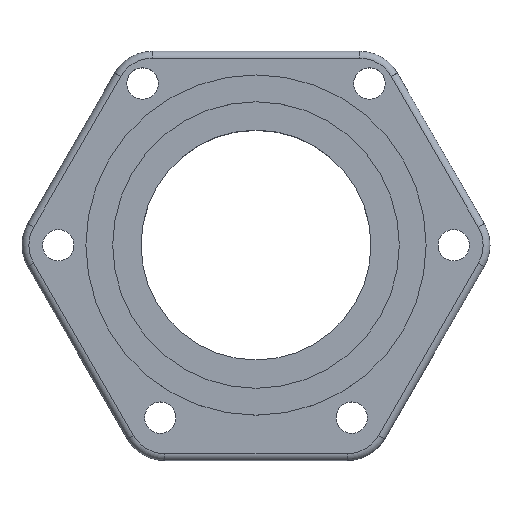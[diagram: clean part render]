
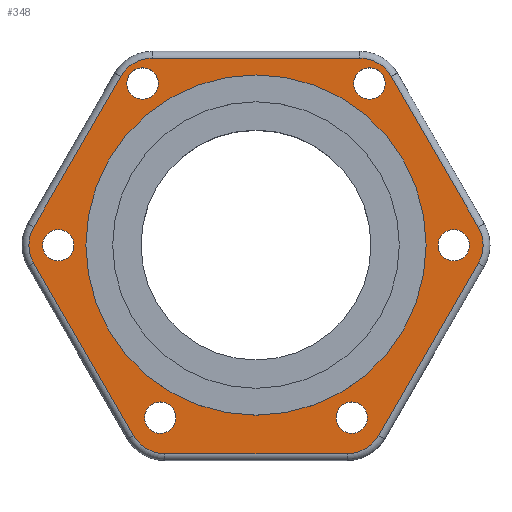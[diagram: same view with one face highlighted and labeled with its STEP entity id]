
A CAD part, top view. The second image highlights one B-rep face of the part: STEP entity #348.
In plain terms, the highlighted planar face has unit normal (0, 0, 1).
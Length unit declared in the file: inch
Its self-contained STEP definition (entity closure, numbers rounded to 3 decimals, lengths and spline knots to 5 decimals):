
#158=CARTESIAN_POINT('',(0.,-1.865,0.75));
#159=VERTEX_POINT('',#158);
#160=CARTESIAN_POINT('',(0.0,0.0,0.75));
#161=DIRECTION('',(0.0,0.0,1.0));
#162=DIRECTION('',(0.0,1.0,0.0));
#163=AXIS2_PLACEMENT_3D('',#160,#161,#162);
#164=CIRCLE('',#163,1.865);
#165=EDGE_CURVE('',#159,#159,#164,.T.);
#170=CARTESIAN_POINT('',(0.,-0.09317,0.75));
#171=DIRECTION('',(0.0,0.0,1.0));
#172=DIRECTION('',(1.0,0.0,0.0));
#173=AXIS2_PLACEMENT_3D('',#170,#171,#172);
#174=PLANE('',#173);
#175=CARTESIAN_POINT('',(1.35524,2.44,0.75));
#176=VERTEX_POINT('',#175);
#177=CARTESIAN_POINT('',(1.76444,2.20375,0.75));
#178=VERTEX_POINT('',#177);
#179=CARTESIAN_POINT('',(1.35524,1.9675,0.75));
#180=DIRECTION('',(0.0,0.0,-1.0));
#181=DIRECTION('',(0.5,0.866,0.0));
#182=AXIS2_PLACEMENT_3D('',#179,#180,#181);
#183=CIRCLE('',#182,0.4725);
#184=EDGE_CURVE('',#176,#178,#183,.T.);
#185=ORIENTED_EDGE('',*,*,#184,.F.);
#186=CARTESIAN_POINT('',(-1.35524,2.44,0.75));
#187=VERTEX_POINT('',#186);
#188=CARTESIAN_POINT('',(-1.35524,2.44,0.75));
#189=DIRECTION('',(1.0,0.0,0.0));
#190=VECTOR('',#189,2.71048);
#191=LINE('',#188,#190);
#192=EDGE_CURVE('',#187,#176,#191,.T.);
#193=ORIENTED_EDGE('',*,*,#192,.F.);
#194=CARTESIAN_POINT('',(-1.76444,2.20375,0.75));
#195=VERTEX_POINT('',#194);
#196=CARTESIAN_POINT('',(-1.35524,1.9675,0.75));
#197=DIRECTION('',(0.0,0.0,-1.0));
#198=DIRECTION('',(-0.5,0.866,0.0));
#199=AXIS2_PLACEMENT_3D('',#196,#197,#198);
#200=CIRCLE('',#199,0.4725);
#201=EDGE_CURVE('',#195,#187,#200,.T.);
#202=ORIENTED_EDGE('',*,*,#201,.F.);
#203=CARTESIAN_POINT('',(-2.90021,0.23654,0.75));
#204=VERTEX_POINT('',#203);
#205=CARTESIAN_POINT('',(-2.90021,0.23654,0.75));
#206=DIRECTION('',(0.5,0.866,0.0));
#207=VECTOR('',#206,2.27154);
#208=LINE('',#205,#207);
#209=EDGE_CURVE('',#204,#195,#208,.T.);
#210=ORIENTED_EDGE('',*,*,#209,.F.);
#211=CARTESIAN_POINT('',(-2.9,-0.23633,0.75));
#212=VERTEX_POINT('',#211);
#213=CARTESIAN_POINT('',(-2.49101,0.00029,0.75));
#214=DIRECTION('',(0.0,0.0,-1.0));
#215=DIRECTION('',(-1.,0.,0.0));
#216=AXIS2_PLACEMENT_3D('',#213,#214,#215);
#217=CIRCLE('',#216,0.4725);
#218=EDGE_CURVE('',#212,#204,#217,.T.);
#219=ORIENTED_EDGE('',*,*,#218,.F.);
#220=CARTESIAN_POINT('',(-1.59956,-2.48411,0.75));
#221=VERTEX_POINT('',#220);
#222=CARTESIAN_POINT('',(-1.59956,-2.48411,0.75));
#223=DIRECTION('',(-0.501,0.866,0.0));
#224=VECTOR('',#223,2.59686);
#225=LINE('',#222,#224);
#226=EDGE_CURVE('',#221,#212,#225,.T.);
#227=ORIENTED_EDGE('',*,*,#226,.F.);
#228=CARTESIAN_POINT('',(-1.19057,-2.72,0.75));
#229=VERTEX_POINT('',#228);
#230=CARTESIAN_POINT('',(-1.19057,-2.2475,0.75));
#231=DIRECTION('',(0.0,0.0,-1.0));
#232=DIRECTION('',(-0.5,-0.866,0.0));
#233=AXIS2_PLACEMENT_3D('',#230,#231,#232);
#234=CIRCLE('',#233,0.4725);
#235=EDGE_CURVE('',#229,#221,#234,.T.);
#236=ORIENTED_EDGE('',*,*,#235,.F.);
#237=CARTESIAN_POINT('',(1.19057,-2.72,0.75));
#238=VERTEX_POINT('',#237);
#239=CARTESIAN_POINT('',(1.19057,-2.72,0.75));
#240=DIRECTION('',(-1.0,0.0,0.0));
#241=VECTOR('',#240,2.38115);
#242=LINE('',#239,#241);
#243=EDGE_CURVE('',#238,#229,#242,.T.);
#244=ORIENTED_EDGE('',*,*,#243,.F.);
#245=CARTESIAN_POINT('',(1.59956,-2.48411,0.75));
#246=VERTEX_POINT('',#245);
#247=CARTESIAN_POINT('',(1.19057,-2.2475,0.75));
#248=DIRECTION('',(0.0,0.0,-1.0));
#249=DIRECTION('',(0.5,-0.866,0.0));
#250=AXIS2_PLACEMENT_3D('',#247,#248,#249);
#251=CIRCLE('',#250,0.4725);
#252=EDGE_CURVE('',#246,#238,#251,.T.);
#253=ORIENTED_EDGE('',*,*,#252,.F.);
#254=CARTESIAN_POINT('',(2.9,-0.23633,0.75));
#255=VERTEX_POINT('',#254);
#256=CARTESIAN_POINT('',(2.9,-0.23633,0.75));
#257=DIRECTION('',(-0.501,-0.866,0.0));
#258=VECTOR('',#257,2.59686);
#259=LINE('',#256,#258);
#260=EDGE_CURVE('',#255,#246,#259,.T.);
#261=ORIENTED_EDGE('',*,*,#260,.F.);
#262=CARTESIAN_POINT('',(2.90021,0.23654,0.75));
#263=VERTEX_POINT('',#262);
#264=CARTESIAN_POINT('',(2.49101,0.00029,0.75));
#265=DIRECTION('',(0.0,0.0,-1.0));
#266=DIRECTION('',(1.,0.,0.0));
#267=AXIS2_PLACEMENT_3D('',#264,#265,#266);
#268=CIRCLE('',#267,0.4725);
#269=EDGE_CURVE('',#263,#255,#268,.T.);
#270=ORIENTED_EDGE('',*,*,#269,.F.);
#271=CARTESIAN_POINT('',(1.76444,2.20375,0.75));
#272=DIRECTION('',(0.5,-0.866,0.0));
#273=VECTOR('',#272,2.27154);
#274=LINE('',#271,#273);
#275=EDGE_CURVE('',#178,#263,#274,.T.);
#276=ORIENTED_EDGE('',*,*,#275,.F.);
#277=EDGE_LOOP('',(#185,#193,#202,#210,#219,#227,#236,#244,#253,#261,#270,#276));
#278=FACE_OUTER_BOUND('',#277,.T.);
#279=CARTESIAN_POINT('',(-2.375,0.,0.75));
#280=VERTEX_POINT('',#279);
#281=CARTESIAN_POINT('',(-2.58,0.0,0.75));
#282=DIRECTION('',(0.0,0.0,-1.0));
#283=DIRECTION('',(-1.0,0.0,0.0));
#284=AXIS2_PLACEMENT_3D('',#281,#282,#283);
#285=CIRCLE('',#284,0.205);
#286=EDGE_CURVE('',#280,#280,#285,.T.);
#287=ORIENTED_EDGE('',*,*,#286,.T.);
#288=EDGE_LOOP('',(#287));
#289=FACE_BOUND('',#288,.T.);
#290=CARTESIAN_POINT('',(-1.045,-2.25,0.75));
#291=VERTEX_POINT('',#290);
#292=CARTESIAN_POINT('',(-1.25,-2.25,0.75));
#293=DIRECTION('',(0.0,0.0,-1.0));
#294=DIRECTION('',(-1.0,0.0,0.0));
#295=AXIS2_PLACEMENT_3D('',#292,#293,#294);
#296=CIRCLE('',#295,0.205);
#297=EDGE_CURVE('',#291,#291,#296,.T.);
#298=ORIENTED_EDGE('',*,*,#297,.T.);
#299=EDGE_LOOP('',(#298));
#300=FACE_BOUND('',#299,.T.);
#301=CARTESIAN_POINT('',(1.455,-2.25,0.75));
#302=VERTEX_POINT('',#301);
#303=CARTESIAN_POINT('',(1.25,-2.25,0.75));
#304=DIRECTION('',(0.0,0.0,-1.0));
#305=DIRECTION('',(-1.0,0.0,0.0));
#306=AXIS2_PLACEMENT_3D('',#303,#304,#305);
#307=CIRCLE('',#306,0.205);
#308=EDGE_CURVE('',#302,#302,#307,.T.);
#309=ORIENTED_EDGE('',*,*,#308,.T.);
#310=EDGE_LOOP('',(#309));
#311=FACE_BOUND('',#310,.T.);
#312=CARTESIAN_POINT('',(2.785,0.,0.75));
#313=VERTEX_POINT('',#312);
#314=CARTESIAN_POINT('',(2.58,0.0,0.75));
#315=DIRECTION('',(0.0,0.0,-1.0));
#316=DIRECTION('',(-1.0,0.0,0.0));
#317=AXIS2_PLACEMENT_3D('',#314,#315,#316);
#318=CIRCLE('',#317,0.205);
#319=EDGE_CURVE('',#313,#313,#318,.T.);
#320=ORIENTED_EDGE('',*,*,#319,.T.);
#321=EDGE_LOOP('',(#320));
#322=FACE_BOUND('',#321,.T.);
#323=CARTESIAN_POINT('',(1.685,2.11,0.75));
#324=VERTEX_POINT('',#323);
#325=CARTESIAN_POINT('',(1.48,2.11,0.75));
#326=DIRECTION('',(0.0,0.0,-1.0));
#327=DIRECTION('',(-1.0,0.0,0.0));
#328=AXIS2_PLACEMENT_3D('',#325,#326,#327);
#329=CIRCLE('',#328,0.205);
#330=EDGE_CURVE('',#324,#324,#329,.T.);
#331=ORIENTED_EDGE('',*,*,#330,.T.);
#332=EDGE_LOOP('',(#331));
#333=FACE_BOUND('',#332,.T.);
#334=CARTESIAN_POINT('',(-1.275,2.11,0.75));
#335=VERTEX_POINT('',#334);
#336=CARTESIAN_POINT('',(-1.48,2.11,0.75));
#337=DIRECTION('',(0.0,0.0,-1.0));
#338=DIRECTION('',(-1.0,0.0,0.0));
#339=AXIS2_PLACEMENT_3D('',#336,#337,#338);
#340=CIRCLE('',#339,0.205);
#341=EDGE_CURVE('',#335,#335,#340,.T.);
#342=ORIENTED_EDGE('',*,*,#341,.T.);
#343=EDGE_LOOP('',(#342));
#344=FACE_BOUND('',#343,.T.);
#345=ORIENTED_EDGE('',*,*,#165,.F.);
#346=EDGE_LOOP('',(#345));
#347=FACE_BOUND('',#346,.T.);
#348=ADVANCED_FACE('',(#278,#289,#300,#311,#322,#333,#344,#347),#174,.T.);
